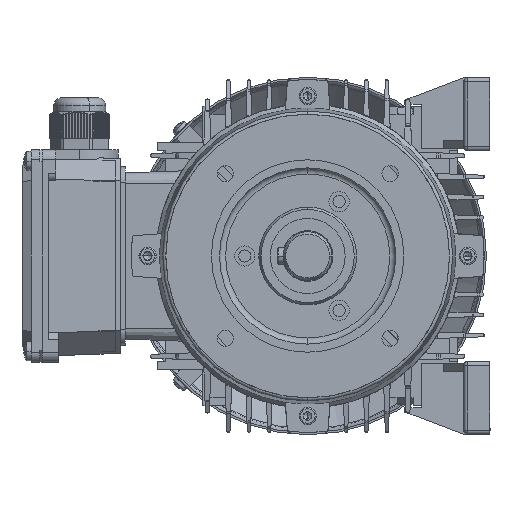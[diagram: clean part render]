
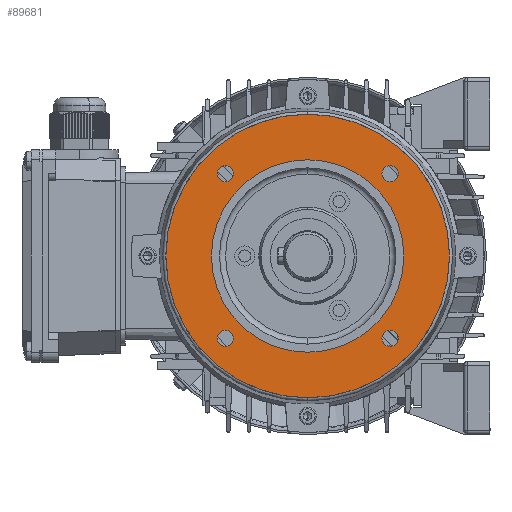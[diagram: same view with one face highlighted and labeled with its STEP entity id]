
A CAD part, left-side view. The second image highlights one B-rep face of the part: STEP entity #89681.
In plain terms, the highlighted planar face has unit normal (-1, 0, 0).
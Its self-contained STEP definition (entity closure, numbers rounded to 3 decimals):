
#22185 = DIRECTION ( 'NONE',  ( 0., 0., -1. ) ) ;
#22186 = DIRECTION ( 'NONE',  ( 1., 0., 0. ) ) ;
#22187 = CARTESIAN_POINT ( 'NONE',  ( 3., -40.659, 40.659 ) ) ;
#22188 = AXIS2_PLACEMENT_3D ( 'NONE', #22187, #22186, #22185 ) ;
#22194 = CIRCLE ( 'NONE', #22188, 4. ) ;
#22244 = CARTESIAN_POINT ( 'NONE',  ( 3., -40.659, 36.659 ) ) ;
#22245 = CARTESIAN_POINT ( 'NONE',  ( 3., -40.659, 44.659 ) ) ;
#22279 = CARTESIAN_POINT ( 'NONE',  ( 3., 40.659, -40.659 ) ) ;
#22280 = AXIS2_PLACEMENT_3D ( 'NONE', #22279, #22341, #22340 ) ;
#22286 = CIRCLE ( 'NONE', #22280, 4. ) ;
#22338 = CARTESIAN_POINT ( 'NONE',  ( 3., 40.659, -44.659 ) ) ;
#22339 = CARTESIAN_POINT ( 'NONE',  ( 3., 40.659, -36.659 ) ) ;
#22340 = DIRECTION ( 'NONE',  ( 0., 0., -1. ) ) ;
#22341 = DIRECTION ( 'NONE',  ( 1., 0., 0. ) ) ;
#22367 = CARTESIAN_POINT ( 'NONE',  ( 3., -40.659, -44.659 ) ) ;
#22368 = CARTESIAN_POINT ( 'NONE',  ( 3., -40.659, -36.659 ) ) ;
#22369 = DIRECTION ( 'NONE',  ( 0., 0., -1. ) ) ;
#22370 = DIRECTION ( 'NONE',  ( 1., 0., 0. ) ) ;
#22371 = CARTESIAN_POINT ( 'NONE',  ( 3., -40.659, -40.659 ) ) ;
#22372 = AXIS2_PLACEMENT_3D ( 'NONE', #22371, #22370, #22369 ) ;
#22373 = CIRCLE ( 'NONE', #22372, 4. ) ;
#22433 = DIRECTION ( 'NONE',  ( 0., 0., -1. ) ) ;
#22434 = DIRECTION ( 'NONE',  ( 1., 0., 0. ) ) ;
#22435 = CARTESIAN_POINT ( 'NONE',  ( 3., 40.659, 40.659 ) ) ;
#22436 = AXIS2_PLACEMENT_3D ( 'NONE', #22435, #22434, #22433 ) ;
#22437 = CIRCLE ( 'NONE', #22436, 4. ) ;
#22494 = CARTESIAN_POINT ( 'NONE',  ( 3., 40.659, 36.659 ) ) ;
#22495 = CARTESIAN_POINT ( 'NONE',  ( 3., 40.659, 44.659 ) ) ;
#22887 = CARTESIAN_POINT ( 'NONE',  ( 3., 0., 70. ) ) ;
#22888 = DIRECTION ( 'NONE',  ( 0., 0., 1. ) ) ;
#22889 = DIRECTION ( 'NONE',  ( -1., 0., 0. ) ) ;
#22890 = CARTESIAN_POINT ( 'NONE',  ( 3., 0., 0. ) ) ;
#22891 = AXIS2_PLACEMENT_3D ( 'NONE', #22890, #22889, #22888 ) ;
#22892 = CIRCLE ( 'NONE', #22891, 70. ) ;
#22893 = CARTESIAN_POINT ( 'NONE',  ( 3., 0., -70. ) ) ;
#23008 = CARTESIAN_POINT ( 'NONE',  ( 3., 0., -47.5 ) ) ;
#23009 = CARTESIAN_POINT ( 'NONE',  ( 3., 0., 47.5 ) ) ;
#23010 = DIRECTION ( 'NONE',  ( 0., 0., 1. ) ) ;
#23011 = DIRECTION ( 'NONE',  ( -1., 0., 0. ) ) ;
#23012 = CARTESIAN_POINT ( 'NONE',  ( 3., 0., 0. ) ) ;
#23013 = AXIS2_PLACEMENT_3D ( 'NONE', #23012, #23011, #23010 ) ;
#23018 = CIRCLE ( 'NONE', #23013, 47.5 ) ;
#25823 = DIRECTION ( 'NONE',  ( 0., 0., -1. ) ) ;
#25824 = DIRECTION ( 'NONE',  ( 1., 0., 0. ) ) ;
#25825 = CARTESIAN_POINT ( 'NONE',  ( 3., -40.659, 40.659 ) ) ;
#25826 = AXIS2_PLACEMENT_3D ( 'NONE', #25825, #25824, #25823 ) ;
#25827 = DIRECTION ( 'NONE',  ( 0., 0., -1. ) ) ;
#25828 = DIRECTION ( 'NONE',  ( 1., 0., 0. ) ) ;
#25829 = AXIS2_PLACEMENT_3D ( 'NONE', #25831, #25828, #25827 ) ;
#25830 = CIRCLE ( 'NONE', #25826, 4. ) ;
#25831 = CARTESIAN_POINT ( 'NONE',  ( 3., 47.5, 0. ) ) ;
#25832 = PLANE ( 'NONE',  #25829 ) ;
#25833 = FACE_OUTER_BOUND ( 'NONE', #89671, .T. ) ;
#25834 = FACE_BOUND ( 'NONE', #89664, .T. ) ;
#25835 = FACE_BOUND ( 'NONE', #89786, .T. ) ;
#25836 = FACE_BOUND ( 'NONE', #89699, .T. ) ;
#25837 = FACE_BOUND ( 'NONE', #89691, .T. ) ;
#25838 = FACE_BOUND ( 'NONE', #89684, .T. ) ;
#25839 = DIRECTION ( 'NONE',  ( 0., 0., -1. ) ) ;
#25840 = DIRECTION ( 'NONE',  ( 1., 0., 0. ) ) ;
#25841 = CARTESIAN_POINT ( 'NONE',  ( 3., 40.659, 40.659 ) ) ;
#25842 = AXIS2_PLACEMENT_3D ( 'NONE', #25841, #25840, #25839 ) ;
#25843 = CIRCLE ( 'NONE', #25842, 4. ) ;
#25858 = DIRECTION ( 'NONE',  ( 0., 0., 1. ) ) ;
#25859 = DIRECTION ( 'NONE',  ( -1., 0., 0. ) ) ;
#25860 = CARTESIAN_POINT ( 'NONE',  ( 3., 0., 0. ) ) ;
#25861 = AXIS2_PLACEMENT_3D ( 'NONE', #25860, #25859, #25858 ) ;
#25862 = CIRCLE ( 'NONE', #25861, 47.5 ) ;
#25887 = DIRECTION ( 'NONE',  ( 0., 0., -1. ) ) ;
#25888 = DIRECTION ( 'NONE',  ( 1., 0., 0. ) ) ;
#25889 = CARTESIAN_POINT ( 'NONE',  ( 3., -40.659, -40.659 ) ) ;
#25890 = AXIS2_PLACEMENT_3D ( 'NONE', #25889, #25888, #25887 ) ;
#25891 = CIRCLE ( 'NONE', #25890, 4. ) ;
#25936 = DIRECTION ( 'NONE',  ( 0., 0., 1. ) ) ;
#25937 = DIRECTION ( 'NONE',  ( -1., 0., 0. ) ) ;
#25938 = CARTESIAN_POINT ( 'NONE',  ( 3., 0., 0. ) ) ;
#25939 = AXIS2_PLACEMENT_3D ( 'NONE', #25938, #25937, #25936 ) ;
#25944 = CIRCLE ( 'NONE', #25939, 70. ) ;
#25979 = DIRECTION ( 'NONE',  ( 0., 0., -1. ) ) ;
#25980 = DIRECTION ( 'NONE',  ( 1., 0., 0. ) ) ;
#25981 = CARTESIAN_POINT ( 'NONE',  ( 3., 40.659, -40.659 ) ) ;
#25982 = AXIS2_PLACEMENT_3D ( 'NONE', #25981, #25980, #25979 ) ;
#25986 = CIRCLE ( 'NONE', #25982, 4. ) ;
#86717 = EDGE_CURVE ( 'NONE', #86718, #86719, #22194, .T. ) ;
#86718 = VERTEX_POINT ( 'NONE', #22245 ) ;
#86719 = VERTEX_POINT ( 'NONE', #22244 ) ;
#86804 = EDGE_CURVE ( 'NONE', #86805, #86807, #22286, .T. ) ;
#86805 = VERTEX_POINT ( 'NONE', #22339 ) ;
#86807 = VERTEX_POINT ( 'NONE', #22338 ) ;
#86835 = EDGE_CURVE ( 'NONE', #86837, #86839, #22373, .T. ) ;
#86837 = VERTEX_POINT ( 'NONE', #22368 ) ;
#86839 = VERTEX_POINT ( 'NONE', #22367 ) ;
#86925 = EDGE_CURVE ( 'NONE', #86927, #86929, #22437, .T. ) ;
#86927 = VERTEX_POINT ( 'NONE', #22495 ) ;
#86929 = VERTEX_POINT ( 'NONE', #22494 ) ;
#87260 = VERTEX_POINT ( 'NONE', #22893 ) ;
#87263 = EDGE_CURVE ( 'NONE', #87265, #87260, #22892, .T. ) ;
#87265 = VERTEX_POINT ( 'NONE', #22887 ) ;
#87381 = EDGE_CURVE ( 'NONE', #87382, #87383, #23018, .T. ) ;
#87382 = VERTEX_POINT ( 'NONE', #23009 ) ;
#87383 = VERTEX_POINT ( 'NONE', #23008 ) ;
#89659 = ORIENTED_EDGE ( 'NONE', *, *, #89660, .T. ) ;
#89660 = EDGE_CURVE ( 'NONE', #86929, #86927, #25843, .T. ) ;
#89661 = ORIENTED_EDGE ( 'NONE', *, *, #86925, .T. ) ;
#89664 = EDGE_LOOP ( 'NONE', ( #89666, #89667 ) ) ;
#89666 = ORIENTED_EDGE ( 'NONE', *, *, #87381, .F. ) ;
#89667 = ORIENTED_EDGE ( 'NONE', *, *, #89719, .F. ) ;
#89671 = EDGE_LOOP ( 'NONE', ( #89673, #89674 ) ) ;
#89673 = ORIENTED_EDGE ( 'NONE', *, *, #87263, .T. ) ;
#89674 = ORIENTED_EDGE ( 'NONE', *, *, #89764, .T. ) ;
#89681 = ADVANCED_FACE ( 'NONE', ( #25838, #25837, #25836, #25835, #25834, #25833 ), #25832, .F. ) ;
#89684 = EDGE_LOOP ( 'NONE', ( #89686, #89690 ) ) ;
#89686 = ORIENTED_EDGE ( 'NONE', *, *, #89688, .T. ) ;
#89688 = EDGE_CURVE ( 'NONE', #86719, #86718, #25830, .T. ) ;
#89690 = ORIENTED_EDGE ( 'NONE', *, *, #86717, .T. ) ;
#89691 = EDGE_LOOP ( 'NONE', ( #89692, #89696 ) ) ;
#89692 = ORIENTED_EDGE ( 'NONE', *, *, #89694, .T. ) ;
#89694 = EDGE_CURVE ( 'NONE', #86839, #86837, #25891, .T. ) ;
#89696 = ORIENTED_EDGE ( 'NONE', *, *, #86835, .T. ) ;
#89699 = EDGE_LOOP ( 'NONE', ( #89700, #89783 ) ) ;
#89700 = ORIENTED_EDGE ( 'NONE', *, *, #89780, .T. ) ;
#89719 = EDGE_CURVE ( 'NONE', #87383, #87382, #25862, .T. ) ;
#89764 = EDGE_CURVE ( 'NONE', #87260, #87265, #25944, .T. ) ;
#89780 = EDGE_CURVE ( 'NONE', #86807, #86805, #25986, .T. ) ;
#89783 = ORIENTED_EDGE ( 'NONE', *, *, #86804, .T. ) ;
#89786 = EDGE_LOOP ( 'NONE', ( #89659, #89661 ) ) ;
